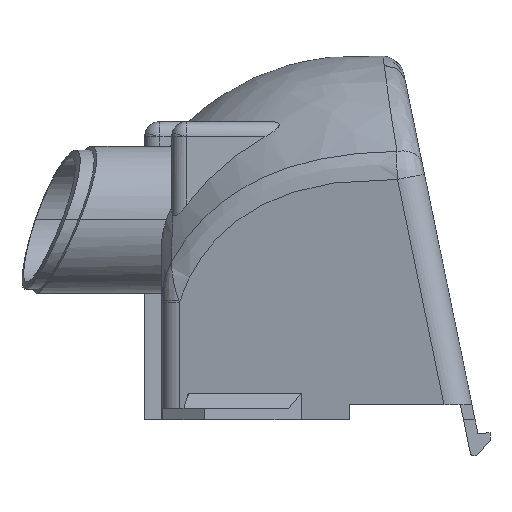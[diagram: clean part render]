
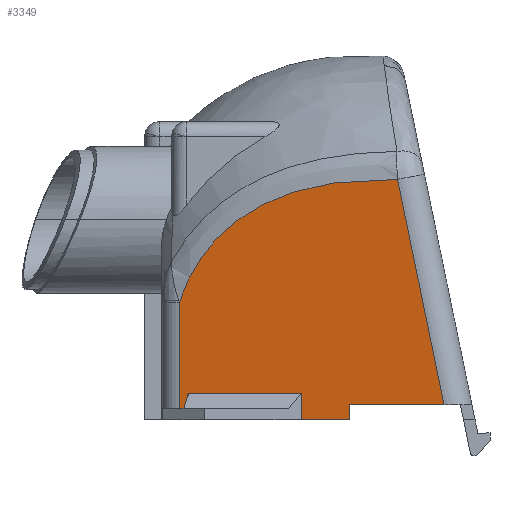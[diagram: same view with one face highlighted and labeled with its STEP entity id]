
A CAD part, front view. The second image highlights one B-rep face of the part: STEP entity #3349.
In plain terms, the highlighted planar face has unit normal (-0.208, -0.978, 0).
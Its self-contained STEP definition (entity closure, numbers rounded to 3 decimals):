
#1303=CARTESIAN_POINT('Vertex',(45.304,-33.894,-7.4)) ;
#1306=CARTESIAN_POINT('Line Origine',(42.121,-33.218,-7.4)) ;
#1310=CARTESIAN_POINT('Vertex',(38.939,-32.541,-7.4)) ;
#1331=CARTESIAN_POINT('Vertex',(24.011,-29.368,-7.4)) ;
#1334=CARTESIAN_POINT('Line Origine',(23.443,-29.248,-7.4)) ;
#1338=CARTESIAN_POINT('Vertex',(22.876,-29.127,-7.4)) ;
#3257=CARTESIAN_POINT('Vertex',(45.304,-33.894,-5.4)) ;
#3260=CARTESIAN_POINT('Line Origine',(45.304,-33.894,-6.4)) ;
#3272=CARTESIAN_POINT('Axis2P3D Location',(6.447,-25.635,-7.4)) ;
#3278=CARTESIAN_POINT('Control Point',(51.653,-35.244,24.346)) ;
#3279=CARTESIAN_POINT('Control Point',(49.608,-34.809,24.386)) ;
#3280=CARTESIAN_POINT('Control Point',(47.577,-34.377,24.35)) ;
#3281=CARTESIAN_POINT('Control Point',(45.561,-33.949,24.222)) ;
#3282=CARTESIAN_POINT('Control Point',(42.223,-33.239,23.815)) ;
#3283=CARTESIAN_POINT('Control Point',(39.017,-32.558,23.045)) ;
#3284=CARTESIAN_POINT('Control Point',(37.736,-32.285,22.666)) ;
#3285=CARTESIAN_POINT('Control Point',(35.356,-31.78,21.807)) ;
#3286=CARTESIAN_POINT('Control Point',(33.12,-31.304,20.683)) ;
#3287=CARTESIAN_POINT('Control Point',(32.094,-31.086,20.088)) ;
#3288=CARTESIAN_POINT('Control Point',(30.192,-30.682,18.814)) ;
#3289=CARTESIAN_POINT('Control Point',(28.478,-30.318,17.308)) ;
#3290=CARTESIAN_POINT('Control Point',(27.697,-30.152,16.525)) ;
#3291=CARTESIAN_POINT('Control Point',(26.009,-29.793,14.584)) ;
#3292=CARTESIAN_POINT('Control Point',(24.62,-29.498,12.365)) ;
#3293=CARTESIAN_POINT('Control Point',(23.933,-29.352,11.016)) ;
#3294=CARTESIAN_POINT('Control Point',(23.353,-29.228,9.597)) ;
#3295=CARTESIAN_POINT('Control Point',(22.876,-29.127,8.114)) ;
#3296=CARTESIAN_POINT('Vertex',(51.653,-35.244,24.346)) ;
#3298=CARTESIAN_POINT('Vertex',(22.876,-29.127,8.114)) ;
#3301=CARTESIAN_POINT('Line Origine',(22.876,-29.127,0.357)) ;
#3306=CARTESIAN_POINT('Line Origine',(24.011,-29.368,-5.65)) ;
#3310=CARTESIAN_POINT('Vertex',(24.011,-29.368,-3.9)) ;
#3313=CARTESIAN_POINT('Line Origine',(31.475,-30.955,-3.9)) ;
#3317=CARTESIAN_POINT('Vertex',(38.939,-32.541,-3.9)) ;
#3320=CARTESIAN_POINT('Line Origine',(38.939,-32.541,-5.65)) ;
#3325=CARTESIAN_POINT('Line Origine',(51.543,-35.22,-5.4)) ;
#3329=CARTESIAN_POINT('Vertex',(57.783,-36.547,-5.4)) ;
#3332=CARTESIAN_POINT('Line Origine',(54.718,-35.895,9.473)) ;
#1307=DIRECTION('Vector Direction',(-0.978,0.208,0.)) ;
#1335=DIRECTION('Vector Direction',(-0.978,0.208,0.)) ;
#3261=DIRECTION('Vector Direction',(0.,0.,-1.)) ;
#3273=DIRECTION('Axis2P3D Direction',(-0.208,-0.978,0.)) ;
#3274=DIRECTION('Axis2P3D XDirection',(0.978,-0.208,0.)) ;
#3302=DIRECTION('Vector Direction',(0.,0.,1.)) ;
#3307=DIRECTION('Vector Direction',(0.,0.,-1.)) ;
#3314=DIRECTION('Vector Direction',(0.978,-0.208,0.)) ;
#3321=DIRECTION('Vector Direction',(0.,0.,1.)) ;
#3326=DIRECTION('Vector Direction',(-0.978,0.208,0.)) ;
#3333=DIRECTION('Vector Direction',(-0.202,0.043,0.979)) ;
#3275=AXIS2_PLACEMENT_3D('Plane Axis2P3D',#3272,#3273,#3274) ;
#3338=ORIENTED_EDGE('',*,*,#3300,.T.) ;
#3339=ORIENTED_EDGE('',*,*,#3305,.F.) ;
#3340=ORIENTED_EDGE('',*,*,#1340,.F.) ;
#3341=ORIENTED_EDGE('',*,*,#3312,.F.) ;
#3342=ORIENTED_EDGE('',*,*,#3319,.T.) ;
#3343=ORIENTED_EDGE('',*,*,#3324,.F.) ;
#3344=ORIENTED_EDGE('',*,*,#1312,.F.) ;
#3345=ORIENTED_EDGE('',*,*,#3264,.F.) ;
#3346=ORIENTED_EDGE('',*,*,#3331,.F.) ;
#3347=ORIENTED_EDGE('',*,*,#3336,.T.) ;
#1308=VECTOR('Line Direction',#1307,1.) ;
#1336=VECTOR('Line Direction',#1335,1.) ;
#3262=VECTOR('Line Direction',#3261,1.) ;
#3303=VECTOR('Line Direction',#3302,1.) ;
#3308=VECTOR('Line Direction',#3307,1.) ;
#3315=VECTOR('Line Direction',#3314,1.) ;
#3322=VECTOR('Line Direction',#3321,1.) ;
#3327=VECTOR('Line Direction',#3326,1.) ;
#3334=VECTOR('Line Direction',#3333,1.) ;
#3349=ADVANCED_FACE('MANIFOLD_SOLID_BREP #16791',(#3348),#3276,.T.) ;
#3277=B_SPLINE_CURVE_WITH_KNOTS('',5,(#3278,#3279,#3280,#3281,#3282,#3283,#3284,#3285,#3286,#3287,#3288,#3289,#3290,#3291,#3292,#3293,#3294,#3295),.UNSPECIFIED.,.F.,.U.,(6,3,3,3,3,6),(0.,14.005,23.648,32.384,40.574,51.365),.UNSPECIFIED.) ;
#1312=EDGE_CURVE('',#1304,#1311,#1309,.T.) ;
#1340=EDGE_CURVE('',#1332,#1339,#1337,.T.) ;
#3264=EDGE_CURVE('',#3258,#1304,#3263,.T.) ;
#3300=EDGE_CURVE('',#3297,#3299,#3277,.T.) ;
#3305=EDGE_CURVE('',#1339,#3299,#3304,.T.) ;
#3312=EDGE_CURVE('',#3311,#1332,#3309,.T.) ;
#3319=EDGE_CURVE('',#3311,#3318,#3316,.T.) ;
#3324=EDGE_CURVE('',#1311,#3318,#3323,.T.) ;
#3331=EDGE_CURVE('',#3330,#3258,#3328,.T.) ;
#3336=EDGE_CURVE('',#3330,#3297,#3335,.T.) ;
#3337=EDGE_LOOP('',(#3338,#3339,#3340,#3341,#3342,#3343,#3344,#3345,#3346,#3347)) ;
#3348=FACE_OUTER_BOUND('',#3337,.T.) ;
#1309=LINE('Line',#1306,#1308) ;
#1337=LINE('Line',#1334,#1336) ;
#3263=LINE('Line',#3260,#3262) ;
#3304=LINE('Line',#3301,#3303) ;
#3309=LINE('Line',#3306,#3308) ;
#3316=LINE('Line',#3313,#3315) ;
#3323=LINE('Line',#3320,#3322) ;
#3328=LINE('Line',#3325,#3327) ;
#3335=LINE('Line',#3332,#3334) ;
#3276=PLANE('',#3275) ;
#1304=VERTEX_POINT('',#1303) ;
#1311=VERTEX_POINT('',#1310) ;
#1332=VERTEX_POINT('',#1331) ;
#1339=VERTEX_POINT('',#1338) ;
#3258=VERTEX_POINT('',#3257) ;
#3297=VERTEX_POINT('',#3296) ;
#3299=VERTEX_POINT('',#3298) ;
#3311=VERTEX_POINT('',#3310) ;
#3318=VERTEX_POINT('',#3317) ;
#3330=VERTEX_POINT('',#3329) ;
